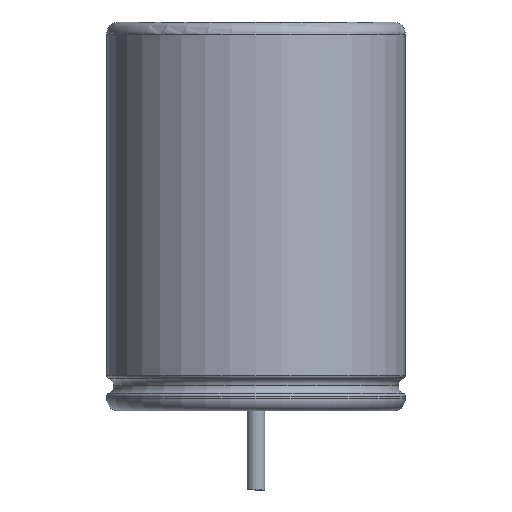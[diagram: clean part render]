
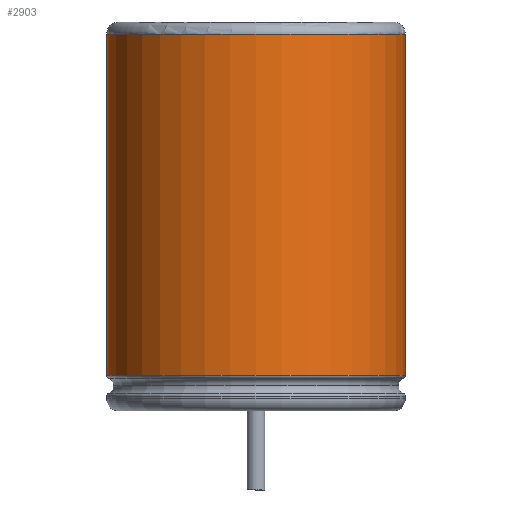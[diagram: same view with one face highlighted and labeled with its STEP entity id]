
A CAD part, left-side view. The second image highlights one B-rep face of the part: STEP entity #2903.
In plain terms, the highlighted cylindrical face has radius 5 mm (diameter 10 mm), a partial arc.
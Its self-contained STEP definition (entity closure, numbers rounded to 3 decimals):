
#47 = CYLINDRICAL_SURFACE ( 'NONE', #377, 5. ) ;
#102 = CARTESIAN_POINT ( 'NONE',  ( 0., 0., -18.163 ) ) ;
#321 = AXIS2_PLACEMENT_3D ( 'NONE', #696, #3274, #3000 ) ;
#377 = AXIS2_PLACEMENT_3D ( 'NONE', #102, #3696, #2023 ) ;
#431 = DIRECTION ( 'NONE',  ( 0., 0., -1. ) ) ;
#696 = CARTESIAN_POINT ( 'NONE',  ( 0., 0., 12.6 ) ) ;
#869 = EDGE_CURVE ( 'NONE', #1514, #2714, #3048, .T. ) ;
#976 = CARTESIAN_POINT ( 'NONE',  ( 0., -5., 1.185 ) ) ;
#980 = DIRECTION ( 'NONE',  ( 0., 0., -1. ) ) ;
#995 = CARTESIAN_POINT ( 'NONE',  ( 0., 5., 12.6 ) ) ;
#1051 = EDGE_CURVE ( 'NONE', #2388, #2402, #3091, .T. ) ;
#1075 = DIRECTION ( 'NONE',  ( 0., 0., -1. ) ) ;
#1446 = CIRCLE ( 'NONE', #321, 5. ) ;
#1514 = VERTEX_POINT ( 'NONE', #995 ) ;
#1602 = ORIENTED_EDGE ( 'NONE', *, *, #1051, .F. ) ;
#1621 = CARTESIAN_POINT ( 'NONE',  ( 0., -5., 12.6 ) ) ;
#1709 = CARTESIAN_POINT ( 'NONE',  ( 0., 5., -18.163 ) ) ;
#2023 = DIRECTION ( 'NONE',  ( 0., 1., 0. ) ) ;
#2265 = ORIENTED_EDGE ( 'NONE', *, *, #3263, .F. ) ;
#2309 = AXIS2_PLACEMENT_3D ( 'NONE', #2311, #980, #3264 ) ;
#2311 = CARTESIAN_POINT ( 'NONE',  ( 0., 0., 1.185 ) ) ;
#2388 = VERTEX_POINT ( 'NONE', #1621 ) ;
#2402 = VERTEX_POINT ( 'NONE', #976 ) ;
#2429 = ORIENTED_EDGE ( 'NONE', *, *, #869, .T. ) ;
#2583 = VECTOR ( 'NONE', #1075, 1000. ) ;
#2639 = CIRCLE ( 'NONE', #2309, 5. ) ;
#2714 = VERTEX_POINT ( 'NONE', #3523 ) ;
#2903 = ADVANCED_FACE ( 'NONE', ( #3619 ), #47, .T. ) ;
#3000 = DIRECTION ( 'NONE',  ( 0., 1., 0. ) ) ;
#3048 = LINE ( 'NONE', #1709, #3137 ) ;
#3091 = LINE ( 'NONE', #3747, #2583 ) ;
#3137 = VECTOR ( 'NONE', #431, 1000. ) ;
#3263 = EDGE_CURVE ( 'NONE', #2402, #2714, #2639, .T. ) ;
#3264 = DIRECTION ( 'NONE',  ( 0., 1., 0. ) ) ;
#3274 = DIRECTION ( 'NONE',  ( 0., 0., -1. ) ) ;
#3438 = ORIENTED_EDGE ( 'NONE', *, *, #3761, .T. ) ;
#3523 = CARTESIAN_POINT ( 'NONE',  ( 0., 5., 1.185 ) ) ;
#3619 = FACE_OUTER_BOUND ( 'NONE', #4124, .T. ) ;
#3696 = DIRECTION ( 'NONE',  ( 0., 0., -1. ) ) ;
#3747 = CARTESIAN_POINT ( 'NONE',  ( 0., -5., -18.163 ) ) ;
#3761 = EDGE_CURVE ( 'NONE', #2388, #1514, #1446, .T. ) ;
#4124 = EDGE_LOOP ( 'NONE', ( #1602, #3438, #2429, #2265 ) ) ;
